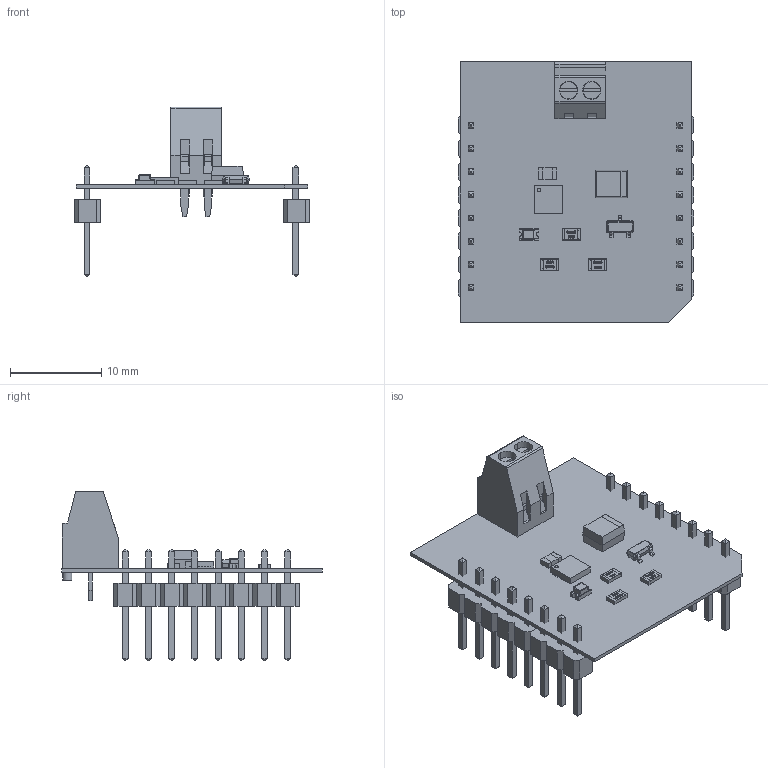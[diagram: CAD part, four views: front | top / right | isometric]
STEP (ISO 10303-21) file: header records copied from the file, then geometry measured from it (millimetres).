
FILE_DESCRIPTION(('Open CASCADE Model'),'2;1');
FILE_NAME('Open CASCADE Shape Model','2022-11-22T09:53:56',('Author'),( 'Open CASCADE'),'Open CASCADE STEP processor 6.8','Open CASCADE 6.8' ,'Unknown');
FILE_SCHEMA(('AUTOMOTIVE_DESIGN { 1 0 10303 214 1 1 1 1 }'));
Length unit declared in the file: millimetre
Products named in the file (44): PCB; Board; REF1; SOT23-1; REF_SEL; User_Library-RESC2012X05N; E1; ELCO_CASE_B; U1; User_Library-My-DFN-10-3x3-0_5; User_Library-My-DFN-10-3x3-0.5_Part_13; User_Library-My-DFN-10-3x3-0.5_Body; User_Library-My-DFN-10-3x3-0.5_14; User_Library-My-DFN-10-3x3-0.5_13; User_Library-My-DFN-10-3x3-0.5_2; User_Library-My-DFN-10-3x3-0.5_1; User_Library-My-DFN-10-3x3-0.5_11; User_Library-My-DFN-10-3x3-0.5_3; User_Library-My-DFN-10-3x3-0.5_12; User_Library-My-DFN-10-3x3-0.5_4; User_Library-My-DFN-10-3x3-0.5_10; User_Library-My-DFN-10-3x3-0.5_5; User_Library-My-DFN-10-3x3-0.5_TP; R1; PWR; User_Library-User_Library-led_0805_GRE; PWR_SEL; CN1; ScrewTerminal_2.54; MIKROBUS_DEVICE_CONN.1; 1703380640; User_Library-PinHeaderX5-1_PinHeaderX5_Pins_1; User_Library-PinHeaderX5-1_PinHeaderX5_Body_1; 1703386016; 1703390752; User_Library-PinHeaderX3_PinHeader_Body_1; User_Library-PinHeaderX3_PinHeader_Pins_1; 1684683664; C1; User_Library-SMD_CAPACITOR0805
Assembly tree (45 placements, depth 4):
  PCB
    Board
    REF1
      SOT23-1
    REF_SEL
      User_Library-RESC2012X05N
    E1
      ELCO_CASE_B
    U1
      User_Library-My-DFN-10-3x3-0_5
        User_Library-My-DFN-10-3x3-0.5_Part_13
        User_Library-My-DFN-10-3x3-0.5_Body
        User_Library-My-DFN-10-3x3-0.5_14
        User_Library-My-DFN-10-3x3-0.5_13
        User_Library-My-DFN-10-3x3-0.5_2
        User_Library-My-DFN-10-3x3-0.5_1
        User_Library-My-DFN-10-3x3-0.5_11
        User_Library-My-DFN-10-3x3-0.5_3
        User_Library-My-DFN-10-3x3-0.5_12
        User_Library-My-DFN-10-3x3-0.5_4
        User_Library-My-DFN-10-3x3-0.5_10
        User_Library-My-DFN-10-3x3-0.5_5
        User_Library-My-DFN-10-3x3-0.5_TP
    R1
      User_Library-RESC2012X05N
    PWR
      User_Library-User_Library-led_0805_GRE
    PWR_SEL
      User_Library-RESC2012X05N
    CN1
      ScrewTerminal_2.54
    MIKROBUS_DEVICE_CONN.1
      1703380640
        User_Library-PinHeaderX5-1_PinHeaderX5_Pins_1
        User_Library-PinHeaderX5-1_PinHeaderX5_Body_1
      1703386016
        User_Library-PinHeaderX5-1_PinHeaderX5_Pins_1
        User_Library-PinHeaderX5-1_PinHeaderX5_Body_1
      1703390752
        User_Library-PinHeaderX3_PinHeader_Body_1
        User_Library-PinHeaderX3_PinHeader_Pins_1
      1684683664
        User_Library-PinHeaderX3_PinHeader_Body_1
        User_Library-PinHeaderX3_PinHeader_Pins_1
    C1
      User_Library-SMD_CAPACITOR0805
Bounding box: 25.79 x 28.57 x 18.61 mm (x, y, z)
Volume: 883.3 mm3; surface area: 3365.3 mm2
Topology: 36 solids, 36 shells, 1562 faces, 3908 edges, 2410 vertices
Faces by surface type: plane 887, bspline 412, cylinder 251, sphere 12
Entity records: 38596 total; most frequent: CARTESIAN_POINT 7003, ORIENTED_EDGE 5224, DIRECTION 4515, EDGE_CURVE 2612, LINE 2035, VECTOR 2035, VERTEX_POINT 1642, AXIS2_PLACEMENT_3D 1240
